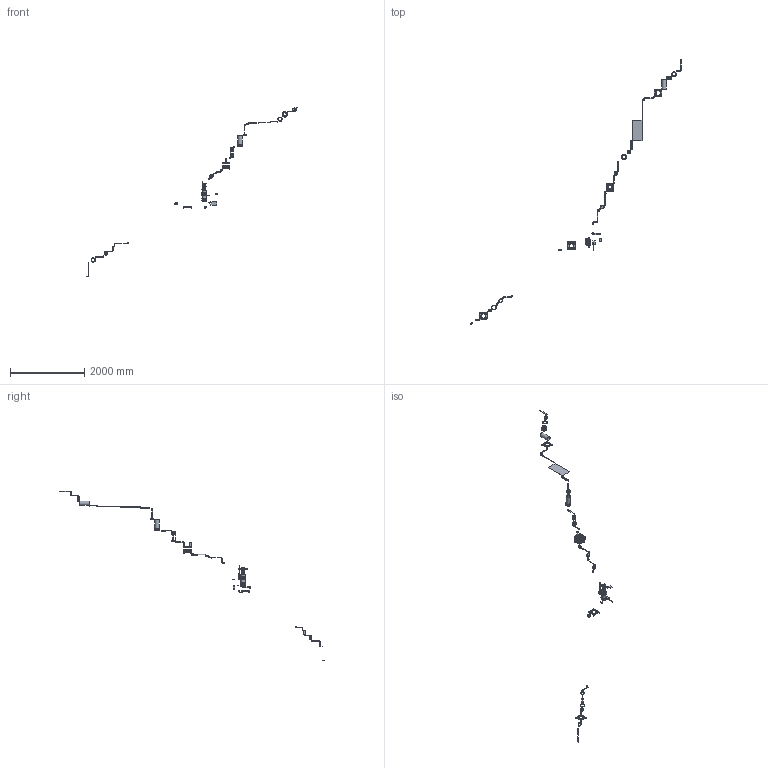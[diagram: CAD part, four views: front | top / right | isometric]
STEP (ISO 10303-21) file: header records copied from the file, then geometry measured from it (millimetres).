
FILE_DESCRIPTION(/* description */ (''),/* implementation_level */ '2;1');
FILE_NAME(/* name */ 'All Components for Export.stp',/* time_stamp */ '2025-03-19T18:16:07-04:00',/* author */ ('Tommy Rohmann'),/* organization */ (''),/* preprocessor_version */ 'ST-DEVELOPER v19.2',/* originating_system */ 'Autodesk Inventor 2024',/* authorisation */ '');
FILE_SCHEMA (('AUTOMOTIVE_DESIGN { 1 0 10303 214 3 1 1 }'));
Products named in the file (57): Assembly1; DriveScrewFlangedJournalBearing; DriveSprocket; DriveTrainBaseSpacer; WashChamberLayout; LoadCell; MAINASSEMBLY; SUBBallValve; BallValveMount; ServoAdapter; ServoMount; ServoSimplified; 5779K109_Push-to-Connect Tube Fitting for Air; LCDScreen; PowerSupply; RaspberryPi; OpticalRotaryEncoder; ReserviorPiston; SUBConduitHatch; ConduitHatch; SUBDriveShaftACME; 94815A107_Carbon Steel Acme Hex Nut; ScrewDriveSprocket; FlangedJournalBearing; ACMEScrew; DriveTrainBase; LoadCellBase; DriveMotor; ChainBase; SUBFrameBottom; FrameBottomBeam; SUBReserviorPiston; ReserviorPiston_1; DynamicRodSeal; SUBReserviorPistonRod; 9657K96_Compression Spring; ReserviorPistonRod; ShaftCollarReserviorPistonRod; ThrustArmRes; SUBWashChamber ...
Assembly tree (113 placements, depth 5):
  Assembly1
    DriveScrewFlangedJournalBearing
    94815A107_Carbon Steel Acme Hex Nut
    ACMEScrew
    ACMEThrustNut
    CastleSpacer
    ChainBase
    9657K96_Compression Spring
    ConduitHatch
    9452K407_Oil-Resistant Buna-N O-Ring
    DriveMotor
    DriveSprocket
    DriveTrainBaseSpacer
    DynamicPistonSeal
    DynamicRodSeal
    FrameBottomBeam
    FlangedJournalBearing
    WashChamberLayout
    LoadCell
    LoadCellBase
    MAINASSEMBLY
      SUBWashChamber
        WashChamber
        9452K407_Oil-Resistant Buna-N O-Ring  x2
        CastleSpacer
        WashChamberConduit_1
      SUBBallValve
        BallValveMount
        ServoAdapter
        ServoMount
        ServoSimplified
      SUBReserviorPiston
        ReserviorPiston_1
        DynamicPistonSeal  x2
        DynamicRodSeal  x2
        SUBReserviorPistonRod  x4
          9657K96_Compression Spring
          ReserviorPistonRod
          ShaftCollarReserviorPistonRod
      5779K109_Push-to-Connect Tube Fitting for Air
      SUBFrameBottom
        FrameBottomBeam  x2
      SUBWashPiston
        WashPiston_1
        DynamicPistonSeal  x2
        WashPistonRod
      TensionerSprocket
      SUBWashThrustArm
        ACMEThrustNut  x2
        ThrustArmWash  x4
      LCDScreen
      PowerSupply
      RaspberryPi
      SUBDriveShaftACME
        94815A107_Carbon Steel Acme Hex Nut  x2
        FlangedJournalBearing  x4
        ScrewDriveSprocket  x2
        ThrustBearing  x2
        ACMEScrew
    OpticalRotaryEncoder
Bounding box: 5664.97 x 7115.5 x 4574.64 mm (x, y, z)
Volume: 9069764.8 mm3; surface area: 2928109 mm2
Topology: 164 solids, 164 shells, 2214 faces, 5372 edges, 4020 vertices
Faces by surface type: plane 1031, cylinder 843, cone 152, torus 138, bspline 50
Full cylindrical faces by diameter (mm): 4.762 x12, 6 x75, 6.35 x169, 7.747 x3, 8 x5, 8.077 x2, 8.255 x1, 9 x8, 9.144 x2, 9.525 x37, 9.906 x3, 12.122 x3, 12.7 x81, 13.906 x8, 13.97 x4, 14 x1, 14.961 x1, 15.6 x1, 16 x1, 19.812 x1, 22.047 x3, 22.225 x28, 22.301 x4, 23.177 x5, 23.495 x9, 23.812 x5, 24 x1, 25.082 x5, 25.4 x9, 26.06 x4
Entity records: 44232 total; most frequent: CARTESIAN_POINT 22237, DIRECTION 4426, ORIENTED_EDGE 3618, EDGE_CURVE 1809, AXIS2_PLACEMENT_3D 1787, EDGE_LOOP 1181, VERTEX_POINT 1162, LINE 852
